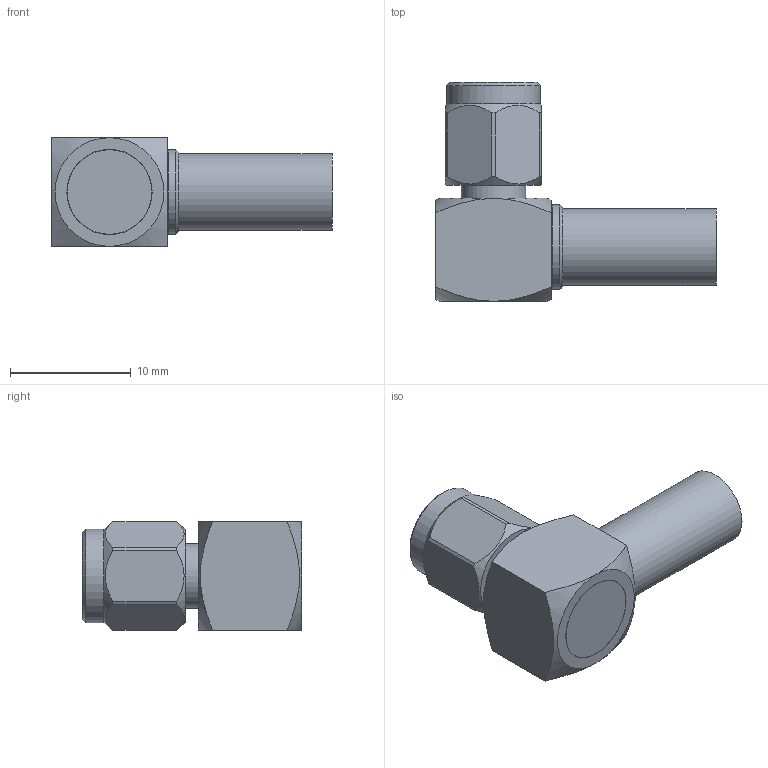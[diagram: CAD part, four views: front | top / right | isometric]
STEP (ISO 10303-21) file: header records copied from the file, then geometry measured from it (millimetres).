
FILE_DESCRIPTION (( 'STEP AP203' ), '1' );
FILE_NAME ('PE44638.step', '2020-05-07T14:29:11', ( '' ), ( '' ), 'SwSTEP 2.0', 'SolidWorks 2018', '' );
FILE_SCHEMA (( 'CONFIG_CONTROL_DESIGN' ));
Length unit declared in the file: inch
Products named in the file (1): PE44638
Bounding box: 23.17 x 18.11 x 8.99 mm (x, y, z)
Volume: 1240.6 mm3; surface area: 1639.5 mm2
Topology: 2 solids, 2 shells, 77 faces, 163 edges, 106 vertices
Faces by surface type: plane 30, cylinder 29, cone 13, bspline 5
Full cylindrical faces by diameter (mm): 0.94 x1, 1.194 x1, 3.302 x1, 4.345 x3, 4.445 x1, 4.597 x2, 5.334 x1, 5.6 x1, 6.35 x7, 6.995 x1, 7 x1, 7.051 x1, 7.762 x1
Entity records: 2885 total; most frequent: CARTESIAN_POINT 1476, DIRECTION 271, ORIENTED_EDGE 230, AXIS2_PLACEMENT_3D 127, EDGE_LOOP 115, EDGE_CURVE 115, FACE_OUTER_BOUND 90, VERTEX_POINT 90
